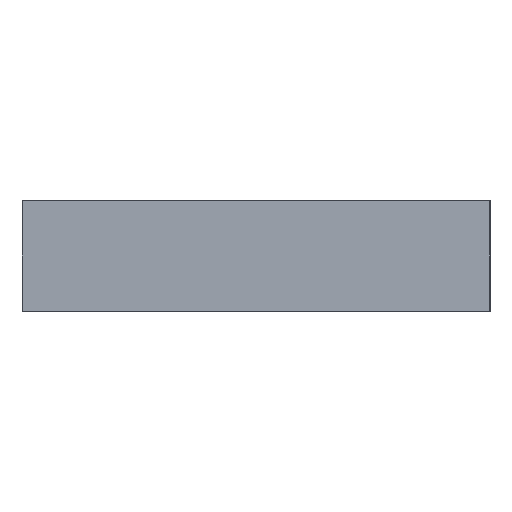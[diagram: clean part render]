
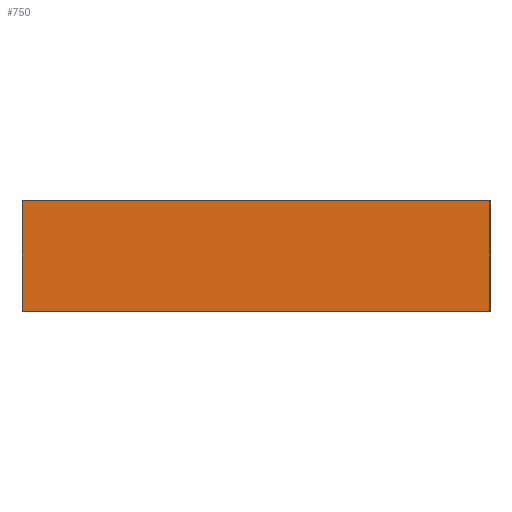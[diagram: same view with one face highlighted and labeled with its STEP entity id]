
A CAD part, left-side view. The second image highlights one B-rep face of the part: STEP entity #750.
In plain terms, the highlighted planar face has unit normal (-1, 0, 0).
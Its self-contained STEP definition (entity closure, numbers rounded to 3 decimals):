
#40=PLANE('',#870);
#86=FACE_OUTER_BOUND('',#132,.T.);
#132=EDGE_LOOP('',(#633,#634,#635,#636));
#229=LINE('',#1320,#289);
#237=LINE('',#1333,#297);
#238=LINE('',#1335,#298);
#239=LINE('',#1336,#299);
#289=VECTOR('',#1098,10.);
#297=VECTOR('',#1114,10.);
#298=VECTOR('',#1115,10.);
#299=VECTOR('',#1116,10.);
#355=VERTEX_POINT('',#1317);
#356=VERTEX_POINT('',#1319);
#357=VERTEX_POINT('',#1332);
#358=VERTEX_POINT('',#1334);
#453=EDGE_CURVE('',#356,#355,#229,.T.);
#461=EDGE_CURVE('',#355,#357,#237,.T.);
#462=EDGE_CURVE('',#358,#357,#238,.T.);
#463=EDGE_CURVE('',#356,#358,#239,.T.);
#633=ORIENTED_EDGE('',*,*,#453,.T.);
#634=ORIENTED_EDGE('',*,*,#461,.T.);
#635=ORIENTED_EDGE('',*,*,#462,.F.);
#636=ORIENTED_EDGE('',*,*,#463,.F.);
#750=ADVANCED_FACE('',(#86),#40,.T.);
#870=AXIS2_PLACEMENT_3D('',#1331,#1112,#1113);
#1098=DIRECTION('',(0.,1.,0.));
#1112=DIRECTION('center_axis',(-1.,0.,0.));
#1113=DIRECTION('ref_axis',(0.,1.,0.));
#1114=DIRECTION('',(0.,0.,-1.));
#1115=DIRECTION('',(0.,1.,0.));
#1116=DIRECTION('',(0.,0.,-1.));
#1317=CARTESIAN_POINT('',(-63.5,42.5,0.));
#1319=CARTESIAN_POINT('',(-63.5,-42.5,0.));
#1320=CARTESIAN_POINT('',(-63.5,-42.5,0.));
#1331=CARTESIAN_POINT('Origin',(-63.5,-42.5,0.));
#1332=CARTESIAN_POINT('',(-63.5,42.5,-20.));
#1333=CARTESIAN_POINT('',(-63.5,42.5,0.));
#1334=CARTESIAN_POINT('',(-63.5,-42.5,-20.));
#1335=CARTESIAN_POINT('',(-63.5,-42.5,-20.));
#1336=CARTESIAN_POINT('',(-63.5,-42.5,0.));
